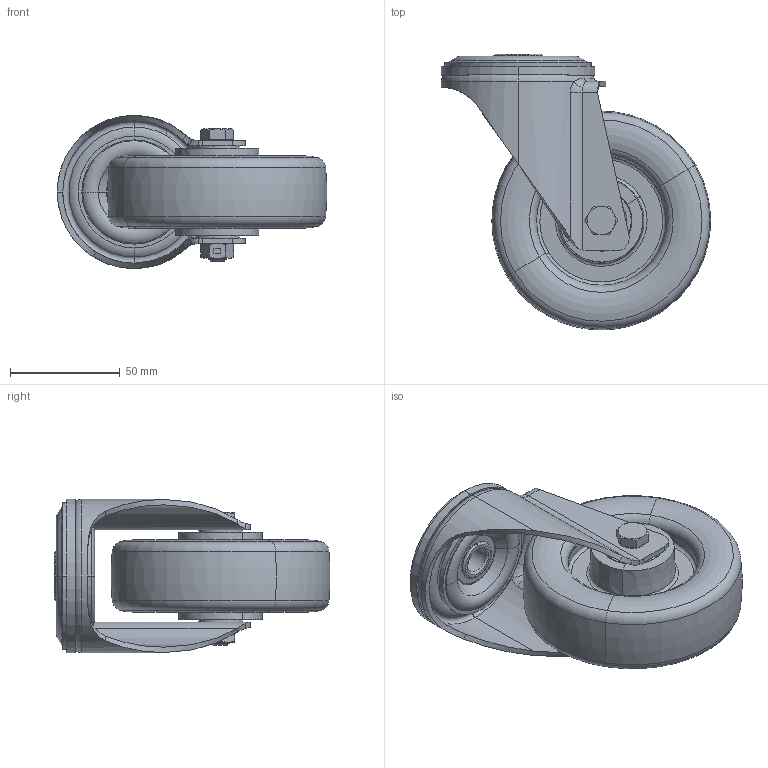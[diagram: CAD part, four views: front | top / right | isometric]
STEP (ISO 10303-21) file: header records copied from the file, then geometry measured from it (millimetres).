
FILE_DESCRIPTION (( 'STEP AP214' ), '1' );
FILE_NAME ('0055942.step', '2023-06-07T08:42:34', ( '' ), ( '' ), 'SwSTEP 2.0', 'SolidWorks 2020', '' );
FILE_SCHEMA (( 'AUTOMOTIVE_DESIGN' ));
Length unit declared in the file: millimetre
Products named in the file (1): 0055942
Bounding box: 122.94 x 125.94 x 70 mm (x, y, z)
Volume: 263021.1 mm3; surface area: 121938.3 mm2
Topology: 22 solids, 23 shells, 682 faces, 1616 edges, 997 vertices
Faces by surface type: torus 216, plane 167, cylinder 145, cone 110, bspline 44
Entity records: 30004 total; most frequent: CARTESIAN_POINT 6040, DIRECTION 3793, ORIENTED_EDGE 3232, AXIS2_PLACEMENT_3D 1687, EDGE_CURVE 1616, CIRCLE 1048, VERTEX_POINT 997, EDGE_LOOP 747
